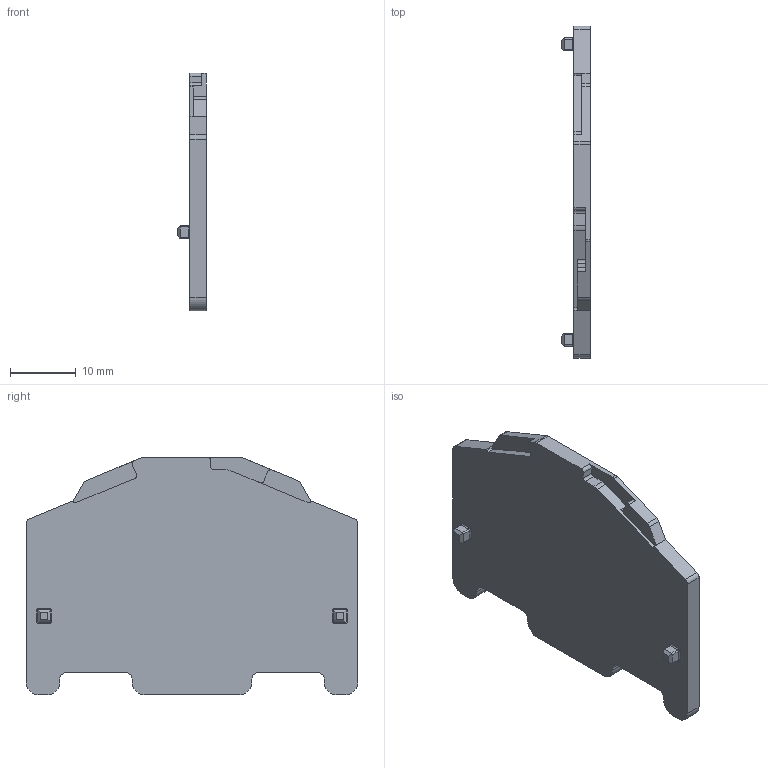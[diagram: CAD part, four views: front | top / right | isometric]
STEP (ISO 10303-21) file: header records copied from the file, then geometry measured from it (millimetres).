
FILE_DESCRIPTION(('CATIA V5R22 STEP214','CAx-IF Rec.Pracs.--- Model Styling and Organization---1.4--- 2014-01-23'),'2;1');
FILE_NAME ('019121-3_0', '2021-06-23T08:10:16+00:00', ('Weidmueller Interface'), ('Weidmueller'), 'CATIA Version 5-6 Release 2016 SP3 HF44', 'CATIA V5 STEP AP214', 'none');
FILE_SCHEMA(('AUTOMOTIVE_DESIGN { 1 0 10303 214 1 1 1 1 }'));
Length unit declared in the file: millimetre
Products named in the file (1): 1706110000
Bounding box: 4.35 x 50.5 x 36.2 mm (x, y, z)
Volume: 3896.3 mm3; surface area: 3609 mm2
Topology: 1 solids, 1 shells, 98 faces, 265 edges, 171 vertices
Faces by surface type: plane 49, cylinder 41, torus 8
Entity records: 3156 total; most frequent: CARTESIAN_POINT 709, ORIENTED_EDGE 530, DIRECTION 441, EDGE_CURVE 265, AXIS2_PLACEMENT_3D 179, VERTEX_POINT 171, VECTOR 167, LINE 167
